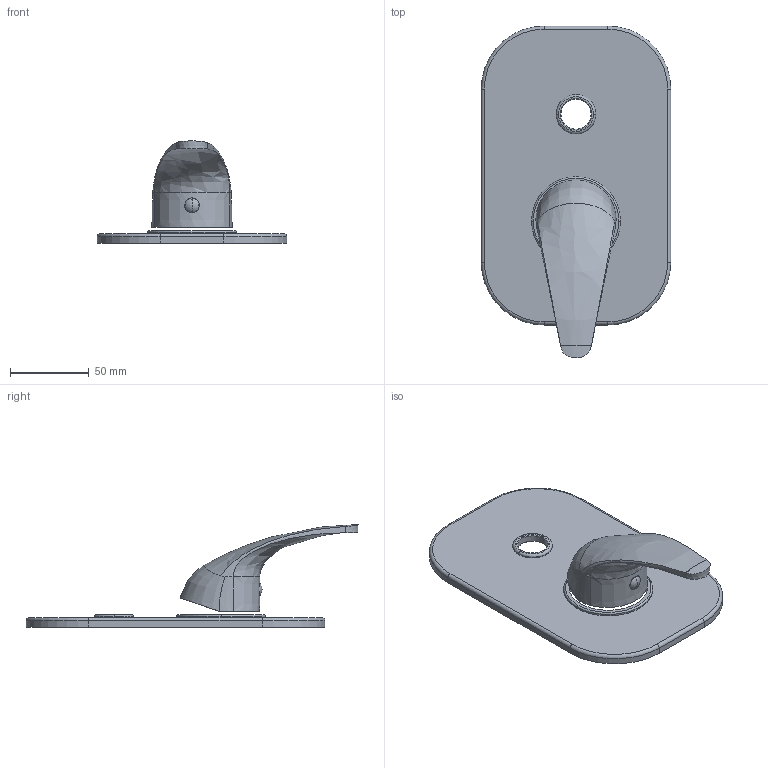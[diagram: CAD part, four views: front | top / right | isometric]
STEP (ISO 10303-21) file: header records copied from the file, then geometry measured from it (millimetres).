
FILE_DESCRIPTION((''),'2;1');
FILE_NAME('ND015CREST','2021-11-10T10:41:59',('ut3'),('PAFFONI SpA'),'CREO PARAMETRIC BY PTC INC, 2020044','CREO PARAMETRIC BY PTC INC, 2020044','');
FILE_SCHEMA(('CONFIG_CONTROL_DESIGN','SHAPE_APPEARANCE_LAYERS_GROUPS'));
Length unit declared in the file: millimetre
Products named in the file (1): ND015CREST
Bounding box: 120.5 x 211 x 65 mm (x, y, z)
Volume: 61648.7 mm3; surface area: 63552.8 mm2
Topology: 2 solids, 2 shells, 145 faces, 359 edges, 225 vertices
Faces by surface type: plane 58, cylinder 42, torus 18, bspline 13, cone 12, sphere 2
Entity records: 6780 total; most frequent: CARTESIAN_POINT 2299, DIRECTION 706, ORIENTED_EDGE 706, EDGE_CURVE 353, AXIS2_PLACEMENT_3D 273, VERTEX_POINT 225, EDGE_LOOP 162, VECTOR 160
